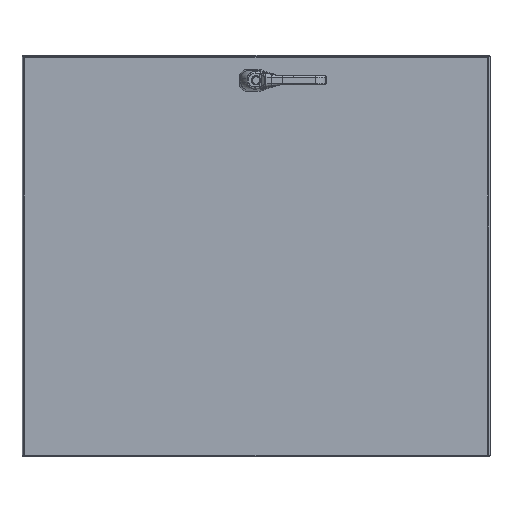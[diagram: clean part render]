
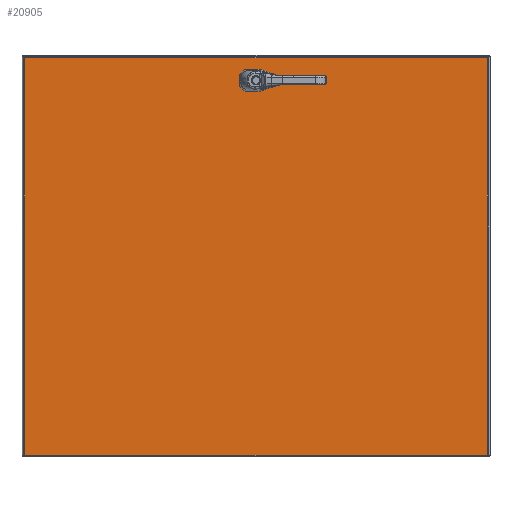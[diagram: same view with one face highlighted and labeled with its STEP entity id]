
A CAD part, top view. The second image highlights one B-rep face of the part: STEP entity #20905.
In plain terms, the highlighted face is planar.
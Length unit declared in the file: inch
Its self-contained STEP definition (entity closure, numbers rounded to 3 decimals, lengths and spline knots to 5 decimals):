
#19096=CARTESIAN_POINT('',(2.33762,21.275,0.0));
#19097=VERTEX_POINT('',#19096);
#19104=CARTESIAN_POINT('',(2.525,21.08762,0.0));
#19105=VERTEX_POINT('',#19104);
#19106=CARTESIAN_POINT('',(2.125,20.875,0.0));
#19107=DIRECTION('',(0.0,0.0,1.0));
#19108=DIRECTION('',(-0.469,-0.883,0.0));
#19109=AXIS2_PLACEMENT_3D('',#19106,#19107,#19108);
#19110=CIRCLE('',#19109,0.453);
#19111=EDGE_CURVE('',#19105,#19097,#19110,.T.);
#19136=CARTESIAN_POINT('',(2.525,20.66238,0.0));
#19137=VERTEX_POINT('',#19136);
#19138=CARTESIAN_POINT('',(2.525,20.66238,0.0));
#19139=DIRECTION('',(0.0,1.0,0.0));
#19140=VECTOR('',#19139,0.42525);
#19141=LINE('',#19138,#19140);
#19142=EDGE_CURVE('',#19137,#19105,#19141,.T.);
#19168=CARTESIAN_POINT('',(2.33762,20.475,0.0));
#19169=VERTEX_POINT('',#19168);
#19170=CARTESIAN_POINT('',(2.125,20.875,0.0));
#19171=DIRECTION('',(0.0,0.0,1.0));
#19172=DIRECTION('',(-0.883,0.469,0.0));
#19173=AXIS2_PLACEMENT_3D('',#19170,#19171,#19172);
#19174=CIRCLE('',#19173,0.453);
#19175=EDGE_CURVE('',#19169,#19137,#19174,.T.);
#19200=CARTESIAN_POINT('',(1.91238,20.475,0.0));
#19201=VERTEX_POINT('',#19200);
#19202=CARTESIAN_POINT('',(1.91238,20.475,0.0));
#19203=DIRECTION('',(1.0,0.0,0.0));
#19204=VECTOR('',#19203,0.42525);
#19205=LINE('',#19202,#19204);
#19206=EDGE_CURVE('',#19201,#19169,#19205,.T.);
#19232=CARTESIAN_POINT('',(1.725,20.66238,0.0));
#19233=VERTEX_POINT('',#19232);
#19234=CARTESIAN_POINT('',(2.125,20.875,0.0));
#19235=DIRECTION('',(0.0,0.0,1.0));
#19236=DIRECTION('',(0.469,0.883,0.0));
#19237=AXIS2_PLACEMENT_3D('',#19234,#19235,#19236);
#19238=CIRCLE('',#19237,0.453);
#19239=EDGE_CURVE('',#19233,#19201,#19238,.T.);
#19264=CARTESIAN_POINT('',(1.725,21.08762,0.0));
#19265=VERTEX_POINT('',#19264);
#19266=CARTESIAN_POINT('',(1.725,21.08762,0.0));
#19267=DIRECTION('',(0.0,-1.0,0.0));
#19268=VECTOR('',#19267,0.42525);
#19269=LINE('',#19266,#19268);
#19270=EDGE_CURVE('',#19265,#19233,#19269,.T.);
#19296=CARTESIAN_POINT('',(1.91238,21.275,0.0));
#19297=VERTEX_POINT('',#19296);
#19298=CARTESIAN_POINT('',(2.125,20.875,0.0));
#19299=DIRECTION('',(0.0,0.0,1.0));
#19300=DIRECTION('',(0.883,-0.469,0.0));
#19301=AXIS2_PLACEMENT_3D('',#19298,#19299,#19300);
#19302=CIRCLE('',#19301,0.453);
#19303=EDGE_CURVE('',#19297,#19265,#19302,.T.);
#19326=CARTESIAN_POINT('',(2.33762,21.275,0.0));
#19327=DIRECTION('',(-1.0,0.0,0.0));
#19328=VECTOR('',#19327,0.42525);
#19329=LINE('',#19326,#19328);
#19330=EDGE_CURVE('',#19097,#19297,#19329,.T.);
#19913=CARTESIAN_POINT('',(35.76975,0.10525,0.));
#19914=VERTEX_POINT('',#19913);
#19925=CARTESIAN_POINT('',(35.76975,41.64475,0.));
#19926=VERTEX_POINT('',#19925);
#19927=CARTESIAN_POINT('',(35.76975,41.64475,0.0));
#19928=DIRECTION('',(0.0,-1.0,0.0));
#19929=VECTOR('',#19928,41.5395);
#19930=LINE('',#19927,#19929);
#19931=EDGE_CURVE('',#19926,#19914,#19930,.T.);
#20083=CARTESIAN_POINT('',(0.10525,0.10525,0.));
#20084=VERTEX_POINT('',#20083);
#20095=CARTESIAN_POINT('',(35.76975,0.10525,0.0));
#20096=DIRECTION('',(-1.0,0.0,0.0));
#20097=VECTOR('',#20096,35.6645);
#20098=LINE('',#20095,#20097);
#20099=EDGE_CURVE('',#19914,#20084,#20098,.T.);
#20360=CARTESIAN_POINT('',(0.10525,41.64475,0.));
#20361=VERTEX_POINT('',#20360);
#20372=CARTESIAN_POINT('',(0.10525,0.10525,0.0));
#20373=DIRECTION('',(0.0,1.0,0.0));
#20374=VECTOR('',#20373,41.5395);
#20375=LINE('',#20372,#20374);
#20376=EDGE_CURVE('',#20084,#20361,#20375,.T.);
#20641=CARTESIAN_POINT('',(0.10525,41.64475,0.0));
#20642=DIRECTION('',(1.0,0.0,0.0));
#20643=VECTOR('',#20642,35.6645);
#20644=LINE('',#20641,#20643);
#20645=EDGE_CURVE('',#20361,#19926,#20644,.T.);
#20884=CARTESIAN_POINT('',(17.9375,20.875,0.0));
#20885=DIRECTION('',(0.0,0.0,1.0));
#20886=DIRECTION('',(1.0,0.0,0.0));
#20887=AXIS2_PLACEMENT_3D('',#20884,#20885,#20886);
#20888=PLANE('',#20887);
#20889=ORIENTED_EDGE('',*,*,#19931,.T.);
#20890=ORIENTED_EDGE('',*,*,#20099,.T.);
#20891=ORIENTED_EDGE('',*,*,#20376,.T.);
#20892=ORIENTED_EDGE('',*,*,#20645,.T.);
#20893=EDGE_LOOP('',(#20889,#20890,#20891,#20892));
#20894=FACE_OUTER_BOUND('',#20893,.T.);
#20895=ORIENTED_EDGE('',*,*,#19111,.T.);
#20896=ORIENTED_EDGE('',*,*,#19330,.T.);
#20897=ORIENTED_EDGE('',*,*,#19303,.T.);
#20898=ORIENTED_EDGE('',*,*,#19270,.T.);
#20899=ORIENTED_EDGE('',*,*,#19239,.T.);
#20900=ORIENTED_EDGE('',*,*,#19206,.T.);
#20901=ORIENTED_EDGE('',*,*,#19175,.T.);
#20902=ORIENTED_EDGE('',*,*,#19142,.T.);
#20903=EDGE_LOOP('',(#20895,#20896,#20897,#20898,#20899,#20900,#20901,#20902));
#20904=FACE_BOUND('',#20903,.T.);
#20905=ADVANCED_FACE('',(#20894,#20904),#20888,.F.);
